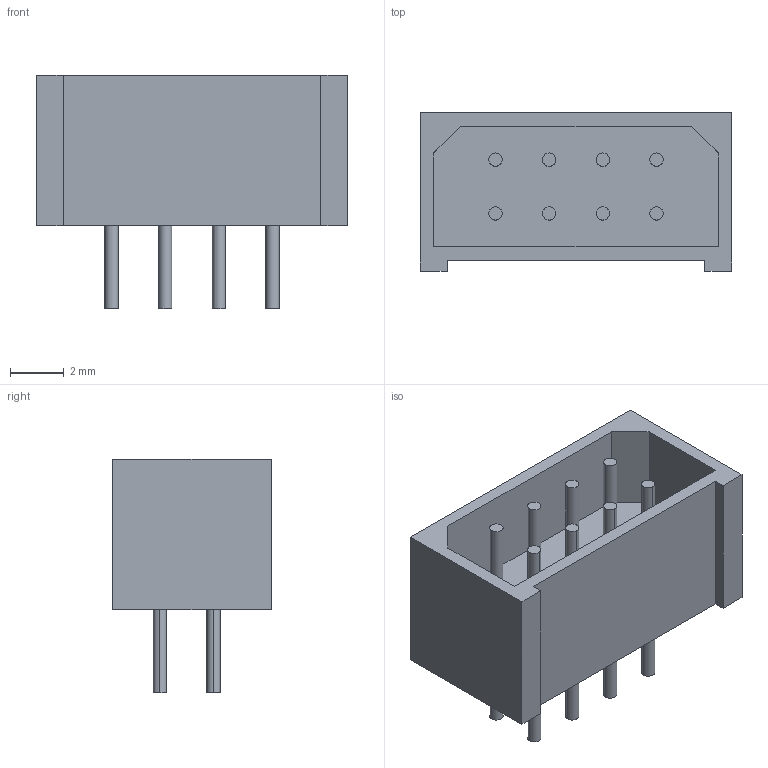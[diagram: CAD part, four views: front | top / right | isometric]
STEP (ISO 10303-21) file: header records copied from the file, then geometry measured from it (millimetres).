
FILE_DESCRIPTION (( 'STEP AP214' ), '1' );
FILE_NAME ('User Library-368-xxx-harwin-m80-86908.STEP', '2019-05-15T13:56:26', ( '' ), ( '' ), 'SwSTEP 2.0', 'SolidWorks 2019', '' );
FILE_SCHEMA (( 'AUTOMOTIVE_DESIGN' ));
Length unit declared in the file: millimetre
Products named in the file (1): User Library-368-xxx-harwin-m80-86908
Bounding box: 11.6 x 5.9 x 8.7 mm (x, y, z)
Volume: 222.1 mm3; surface area: 500.5 mm2
Topology: 1 solids, 1 shells, 65 faces, 138 edges, 92 vertices
Faces by surface type: plane 33, cylinder 32
Entity records: 1997 total; most frequent: DIRECTION 334, CARTESIAN_POINT 296, ORIENTED_EDGE 276, EDGE_CURVE 138, AXIS2_PLACEMENT_3D 130, VERTEX_POINT 92, EDGE_LOOP 82, VECTOR 74
